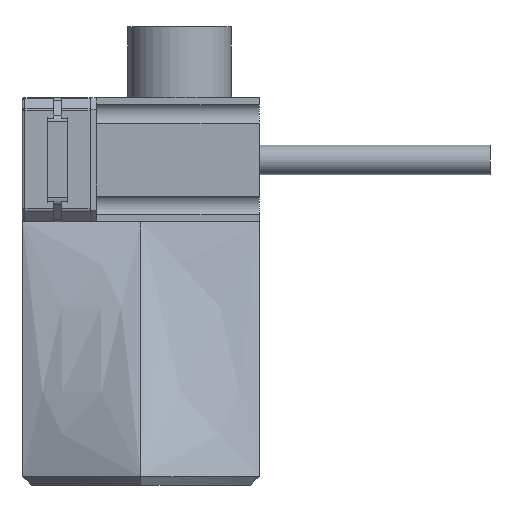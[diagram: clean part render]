
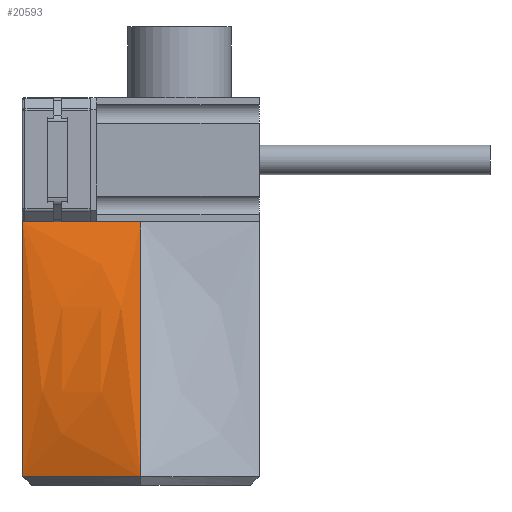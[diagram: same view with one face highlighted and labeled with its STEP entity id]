
A CAD part, front view. The second image highlights one B-rep face of the part: STEP entity #20593.
In plain terms, the highlighted free-form (B-spline) face has degree [3, 3] with [4, 4] control points.
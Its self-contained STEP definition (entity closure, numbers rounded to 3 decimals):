
#452=B_SPLINE_SURFACE_WITH_KNOTS('',3,3,((#41819,#41820,#41821,#41822),
(#41823,#41824,#41825,#41826),(#41827,#41828,#41829,#41830),(#41831,#41832,
#41833,#41834)),.UNSPECIFIED.,.F.,.F.,.F.,(4,4),(4,4),(0.,1.),(0.032,
1.),.UNSPECIFIED.);
#1568=B_SPLINE_CURVE_WITH_KNOTS('',3,(#41675,#41676,#41677,#41678),
 .UNSPECIFIED.,.F.,.F.,(4,4),(-0.002,0.),.UNSPECIFIED.);
#1582=B_SPLINE_CURVE_WITH_KNOTS('',3,(#41815,#41816,#41817,#41818),
 .UNSPECIFIED.,.F.,.F.,(4,4),(-4.566,0.015),
 .UNSPECIFIED.);
#3150=FACE_OUTER_BOUND('',#4425,.T.);
#4425=EDGE_LOOP('',(#18746,#18747,#18748,#18749,#18750));
#6411=LINE('',#41645,#7923);
#6416=LINE('',#41836,#7928);
#6417=LINE('',#41837,#7929);
#7923=VECTOR('',#25761,89.571);
#7928=VECTOR('',#25778,94.987);
#7929=VECTOR('',#25779,10.);
#9871=VERTEX_POINT('',#41641);
#9873=VERTEX_POINT('',#41644);
#9878=VERTEX_POINT('',#41668);
#9886=VERTEX_POINT('',#41773);
#9887=VERTEX_POINT('',#41835);
#12843=EDGE_CURVE('',#9871,#9873,#6411,.T.);
#12850=EDGE_CURVE('',#9878,#9871,#1568,.T.);
#12865=EDGE_CURVE('',#9886,#9878,#1582,.T.);
#12866=EDGE_CURVE('',#9886,#9887,#6416,.T.);
#12867=EDGE_CURVE('',#9873,#9887,#6417,.T.);
#18746=ORIENTED_EDGE('',*,*,#12850,.F.);
#18747=ORIENTED_EDGE('',*,*,#12865,.F.);
#18748=ORIENTED_EDGE('',*,*,#12866,.T.);
#18749=ORIENTED_EDGE('',*,*,#12867,.F.);
#18750=ORIENTED_EDGE('',*,*,#12843,.F.);
#20593=ADVANCED_FACE('',(#3150),#452,.T.);
#25761=DIRECTION('',(0.,0.113,0.994));
#25778=DIRECTION('',(0.,0.349,0.937));
#25779=DIRECTION('',(1.,0.,0.));
#41641=CARTESIAN_POINT('',(-28.,-22.754,-107.));
#41644=CARTESIAN_POINT('',(-28.,-13.,-21.));
#41645=CARTESIAN_POINT('',(-28.,-23.094,-110.));
#41668=CARTESIAN_POINT('',(-27.986,-22.763,-107.014));
#41675=CARTESIAN_POINT('Ctrl Pts',(-27.986,-22.763,
-107.014));
#41676=CARTESIAN_POINT('Ctrl Pts',(-27.99,-22.76,
-107.01));
#41677=CARTESIAN_POINT('Ctrl Pts',(-27.995,-22.757,
-107.005));
#41678=CARTESIAN_POINT('Ctrl Pts',(-28.,-22.754,
-107.));
#41773=CARTESIAN_POINT('',(12.,-45.123,-107.145));
#41815=CARTESIAN_POINT('Ctrl Pts',(12.,-45.123,-107.145));
#41816=CARTESIAN_POINT('Ctrl Pts',(-1.321,-37.656,
-107.083));
#41817=CARTESIAN_POINT('Ctrl Pts',(-14.651,-30.206,
-107.036));
#41818=CARTESIAN_POINT('Ctrl Pts',(-27.986,-22.763,
-107.014));
#41819=CARTESIAN_POINT('Ctrl Pts',(-28.,-22.77,
-107.145));
#41820=CARTESIAN_POINT('Ctrl Pts',(-28.,-19.513,
-78.43));
#41821=CARTESIAN_POINT('Ctrl Pts',(-28.,-16.257,
-49.715));
#41822=CARTESIAN_POINT('Ctrl Pts',(-28.,-13.,
-21.));
#41823=CARTESIAN_POINT('Ctrl Pts',(-14.667,-30.221,
-107.145));
#41824=CARTESIAN_POINT('Ctrl Pts',(-14.667,-24.481,
-78.43));
#41825=CARTESIAN_POINT('Ctrl Pts',(-14.667,-18.74,
-49.715));
#41826=CARTESIAN_POINT('Ctrl Pts',(-14.667,-13.,
-21.));
#41827=CARTESIAN_POINT('Ctrl Pts',(-1.333,-37.672,
-107.145));
#41828=CARTESIAN_POINT('Ctrl Pts',(-1.333,-29.448,
-78.43));
#41829=CARTESIAN_POINT('Ctrl Pts',(-1.333,-21.224,
-49.715));
#41830=CARTESIAN_POINT('Ctrl Pts',(-1.333,-13.,
-21.));
#41831=CARTESIAN_POINT('Ctrl Pts',(12.,-45.123,-107.145));
#41832=CARTESIAN_POINT('Ctrl Pts',(12.,-34.416,-78.43));
#41833=CARTESIAN_POINT('Ctrl Pts',(12.,-23.708,-49.715));
#41834=CARTESIAN_POINT('Ctrl Pts',(12.,-13.,-21.));
#41835=CARTESIAN_POINT('',(12.,-13.,-21.));
#41836=CARTESIAN_POINT('',(12.,-46.188,-110.));
#41837=CARTESIAN_POINT('',(-28.,-13.,-21.));
